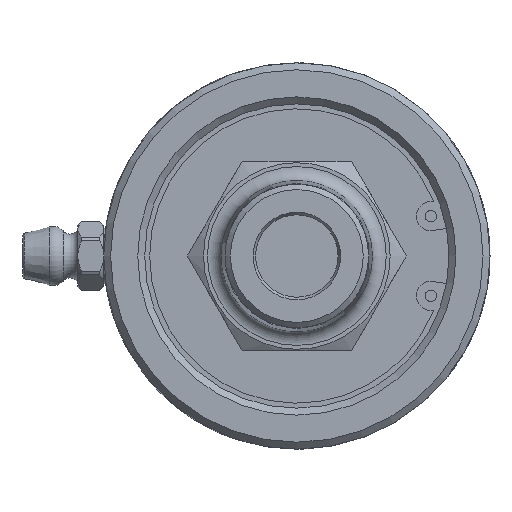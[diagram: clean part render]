
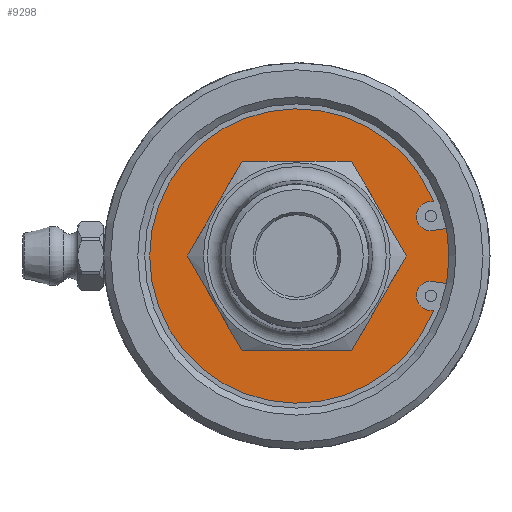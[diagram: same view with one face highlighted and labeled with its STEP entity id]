
A CAD part, left-side view. The second image highlights one B-rep face of the part: STEP entity #9298.
In plain terms, the highlighted planar face has unit normal (-1, 0, 0).
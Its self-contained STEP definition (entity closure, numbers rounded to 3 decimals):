
#491=PLANE('',#10007);
#549=FACE_BOUND('',#2059,.T.);
#1481=FACE_OUTER_BOUND('',#2058,.T.);
#2058=EDGE_LOOP('',(#8204,#8205,#8206,#8207,#8208,#8209));
#2059=EDGE_LOOP('',(#8210,#8211));
#2204=CIRCLE('',#9448,16.952);
#2206=CIRCLE('',#9451,1.682);
#2208=CIRCLE('',#9455,1.682);
#2231=CIRCLE('',#9502,9.575);
#2232=CIRCLE('',#9503,9.575);
#2501=CIRCLE('',#10008,18.735);
#2576=LINE('',#13441,#3014);
#2583=LINE('',#13458,#3021);
#3014=VECTOR('',#10254,10.);
#3021=VECTOR('',#10269,10.);
#3582=VERTEX_POINT('',#13426);
#3583=VERTEX_POINT('',#13428);
#3585=VERTEX_POINT('',#13434);
#3587=VERTEX_POINT('',#13440);
#3590=VERTEX_POINT('',#13448);
#3593=VERTEX_POINT('',#13456);
#3636=VERTEX_POINT('',#13751);
#3637=VERTEX_POINT('',#13752);
#4497=EDGE_CURVE('',#3583,#3582,#2204,.T.);
#4500=EDGE_CURVE('',#3585,#3583,#2206,.T.);
#4503=EDGE_CURVE('',#3587,#3585,#2576,.T.);
#4508=EDGE_CURVE('',#3582,#3590,#2208,.T.);
#4512=EDGE_CURVE('',#3590,#3593,#2583,.T.);
#4568=EDGE_CURVE('',#3636,#3637,#2231,.T.);
#4569=EDGE_CURVE('',#3637,#3636,#2232,.T.);
#5598=EDGE_CURVE('',#3593,#3587,#2501,.T.);
#8204=ORIENTED_EDGE('',*,*,#4512,.T.);
#8205=ORIENTED_EDGE('',*,*,#5598,.T.);
#8206=ORIENTED_EDGE('',*,*,#4503,.T.);
#8207=ORIENTED_EDGE('',*,*,#4500,.T.);
#8208=ORIENTED_EDGE('',*,*,#4497,.T.);
#8209=ORIENTED_EDGE('',*,*,#4508,.T.);
#8210=ORIENTED_EDGE('',*,*,#4568,.T.);
#8211=ORIENTED_EDGE('',*,*,#4569,.T.);
#9298=ADVANCED_FACE('',(#1481,#549),#491,.F.);
#9448=AXIS2_PLACEMENT_3D('',#13429,#10241,#10242);
#9451=AXIS2_PLACEMENT_3D('',#13435,#10248,#10249);
#9455=AXIS2_PLACEMENT_3D('',#13450,#10262,#10263);
#9502=AXIS2_PLACEMENT_3D('',#13753,#10371,#10372);
#9503=AXIS2_PLACEMENT_3D('',#13754,#10373,#10374);
#10007=AXIS2_PLACEMENT_3D('',#25961,#11767,#11768);
#10008=AXIS2_PLACEMENT_3D('',#25962,#11769,#11770);
#10241=DIRECTION('center_axis',(-1.,0.,0.));
#10242=DIRECTION('ref_axis',(0.,0.93,0.368));
#10248=DIRECTION('center_axis',(1.,0.,0.));
#10249=DIRECTION('ref_axis',(0.,1.,-0.008));
#10254=DIRECTION('',(0.,0.987,-0.16));
#10262=DIRECTION('center_axis',(1.,0.,0.));
#10263=DIRECTION('ref_axis',(0.,1.,0.008));
#10269=DIRECTION('',(0.,-0.987,-0.16));
#10371=DIRECTION('center_axis',(1.,0.,0.));
#10372=DIRECTION('ref_axis',(0.,0.,
-1.));
#10373=DIRECTION('center_axis',(1.,0.,0.));
#10374=DIRECTION('ref_axis',(0.,0.,
-1.));
#11767=DIRECTION('center_axis',(1.,0.,0.));
#11768=DIRECTION('ref_axis',(0.,0.,-1.));
#11769=DIRECTION('center_axis',(-1.,0.,0.));
#11770=DIRECTION('ref_axis',(0.,1.,0.));
#13426=CARTESIAN_POINT('',(4.76,-15.761,-6.243));
#13428=CARTESIAN_POINT('',(4.76,-15.761,6.243));
#13429=CARTESIAN_POINT('Origin',(4.76,0.,0.));
#13434=CARTESIAN_POINT('',(4.76,-15.786,2.944));
#13435=CARTESIAN_POINT('Origin',(4.76,-15.445,4.591));
#13440=CARTESIAN_POINT('',(4.76,-18.429,3.373));
#13441=CARTESIAN_POINT('',(4.76,-1.229,0.581));
#13448=CARTESIAN_POINT('',(4.76,-15.786,-2.944));
#13450=CARTESIAN_POINT('Origin',(4.76,-15.445,-4.591));
#13456=CARTESIAN_POINT('',(4.76,-18.429,-3.373));
#13458=CARTESIAN_POINT('',(4.76,-2.55,-0.795));
#13751=CARTESIAN_POINT('',(4.76,0.,-9.575));
#13752=CARTESIAN_POINT('',(4.76,0.,9.575));
#13753=CARTESIAN_POINT('Origin',(4.76,0.,
0.));
#13754=CARTESIAN_POINT('Origin',(4.76,0.,
0.));
#25961=CARTESIAN_POINT('Origin',(4.76,13.618,0.));
#25962=CARTESIAN_POINT('Origin',(4.76,0.,0.));
